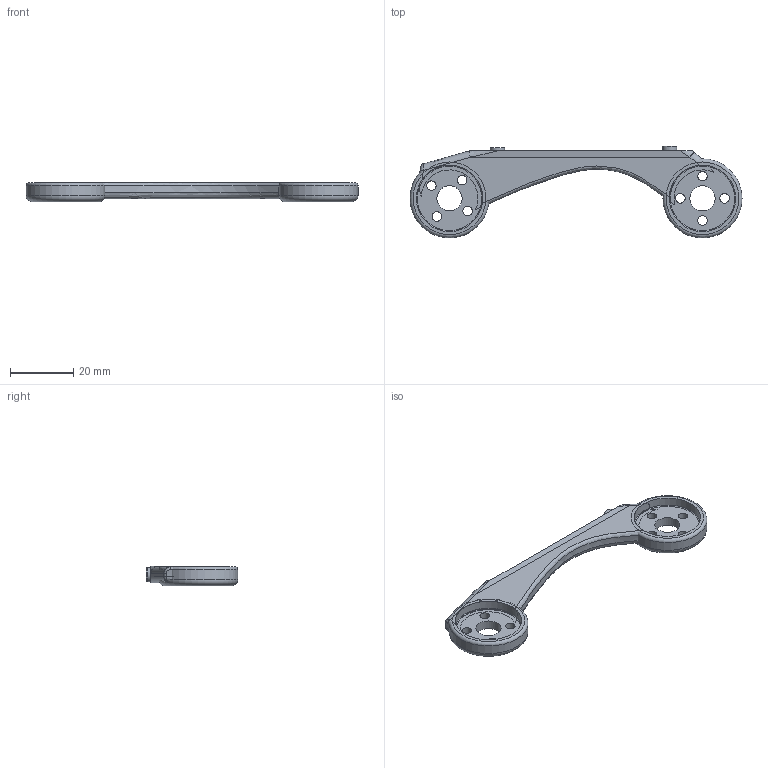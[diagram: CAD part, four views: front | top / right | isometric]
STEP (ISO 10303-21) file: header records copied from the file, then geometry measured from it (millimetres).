
FILE_DESCRIPTION(/* description */ ('STEP AP242','CAx-IF Rec.Pracs.---Representation and Presentation of Product Manufacturing Information (PMI)---4.0---2014-10-13','CAx-IF Rec.Pracs.---3D Tessellated Geometry---0.4---2014-09-14','2;1'),/* implementation_level */ '2;1');
FILE_NAME(/* name */ '6790fcf4341d2170c92d66f6',/* time_stamp */ '2025-01-22T14:13:09Z',/* author */ (''),/* organization */ (''),/* preprocessor_version */ 'ST-DEVELOPER v20',/* originating_system */ 'ONSHAPE BY PTC INC, 1.192',/* authorisation */ ' ');
FILE_SCHEMA (('AP242_MANAGED_MODEL_BASED_3D_ENGINEERING_MIM_LF { 1 0 10303 442 1 1 4 }'));
Length unit declared in the file: metre
Products named in the file (5): Cut012; Cut011; Cut010; Part 11; Part 9
Bounding box: 105 x 29.01 x 6.2 mm (x, y, z)
Volume: 6973.6 mm3; surface area: 5926.6 mm2
Topology: 5 solids, 5 shells, 69 faces, 149 edges, 92 vertices
Faces by surface type: cylinder 29, plane 19, bspline 15, torus 6
Full cylindrical faces by diameter (mm): 3 x10, 4.5 x2, 8 x2, 21 x2, 25 x2
Entity records: 6492 total; most frequent: CARTESIAN_POINT 5039, DIRECTION 251, ORIENTED_EDGE 242, EDGE_CURVE 121, EDGE_LOOP 116, FACE_BOUND 116, AXIS2_PLACEMENT_3D 115, VERTEX_POINT 91
